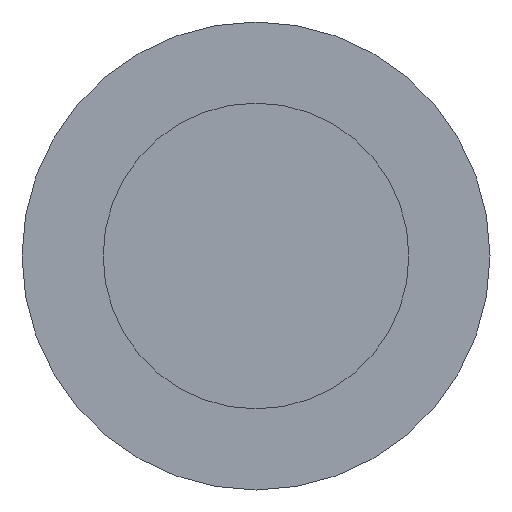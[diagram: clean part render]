
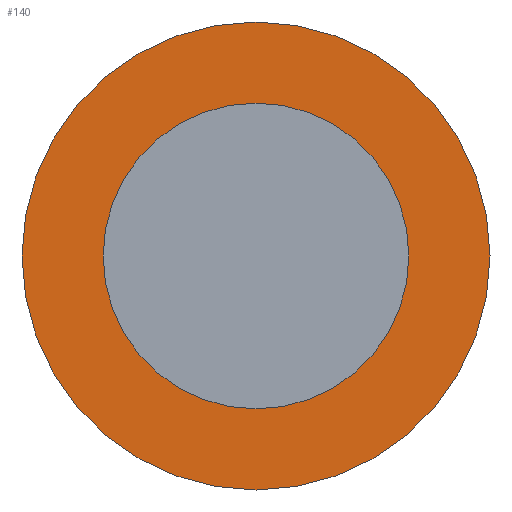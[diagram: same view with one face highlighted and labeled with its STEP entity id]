
A CAD part, front view. The second image highlights one B-rep face of the part: STEP entity #140.
In plain terms, the highlighted planar face has unit normal (0, -1, 0).
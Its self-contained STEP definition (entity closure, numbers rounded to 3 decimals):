
#3 = CIRCLE ( 'NONE', #49, 9.8 ) ;
#8 = VERTEX_POINT ( 'NONE', #212 ) ;
#11 = DIRECTION ( 'NONE',  ( 0., 0., 1. ) ) ;
#30 = EDGE_CURVE ( 'NONE', #210, #162, #91, .T. ) ;
#49 = AXIS2_PLACEMENT_3D ( 'NONE', #197, #193, #11 ) ;
#50 = DIRECTION ( 'NONE',  ( 0., 0., 1. ) ) ;
#62 = EDGE_CURVE ( 'NONE', #162, #210, #3, .T. ) ;
#64 = CARTESIAN_POINT ( 'NONE',  ( 0., 60., -15. ) ) ;
#68 = CARTESIAN_POINT ( 'NONE',  ( 0., 60., -9.8 ) ) ;
#70 = ORIENTED_EDGE ( 'NONE', *, *, #62, .T. ) ;
#78 = DIRECTION ( 'NONE',  ( 0., 0., 1. ) ) ;
#82 = CARTESIAN_POINT ( 'NONE',  ( 0., 60., 0. ) ) ;
#86 = CARTESIAN_POINT ( 'NONE',  ( 0., 60., 0. ) ) ;
#91 = CIRCLE ( 'NONE', #151, 9.8 ) ;
#93 = EDGE_LOOP ( 'NONE', ( #100, #113 ) ) ;
#100 = ORIENTED_EDGE ( 'NONE', *, *, #201, .F. ) ;
#101 = PLANE ( 'NONE',  #124 ) ;
#104 = CARTESIAN_POINT ( 'NONE',  ( 0., 60., 0. ) ) ;
#105 = DIRECTION ( 'NONE',  ( 0., 1., 0. ) ) ;
#107 = CARTESIAN_POINT ( 'NONE',  ( 0., 60., 9.8 ) ) ;
#110 = EDGE_LOOP ( 'NONE', ( #195, #70 ) ) ;
#113 = ORIENTED_EDGE ( 'NONE', *, *, #165, .F. ) ;
#124 = AXIS2_PLACEMENT_3D ( 'NONE', #82, #170, #139 ) ;
#139 = DIRECTION ( 'NONE',  ( 0., 0., 1. ) ) ;
#140 = ADVANCED_FACE ( 'NONE', ( #154, #200 ), #101, .F. ) ;
#151 = AXIS2_PLACEMENT_3D ( 'NONE', #166, #168, #78 ) ;
#154 = FACE_BOUND ( 'NONE', #110, .T. ) ;
#157 = DIRECTION ( 'NONE',  ( 0., 1., 0. ) ) ;
#162 = VERTEX_POINT ( 'NONE', #107 ) ;
#164 = AXIS2_PLACEMENT_3D ( 'NONE', #104, #157, #220 ) ;
#165 = EDGE_CURVE ( 'NONE', #8, #181, #180, .T. ) ;
#166 = CARTESIAN_POINT ( 'NONE',  ( 0., 60., 0. ) ) ;
#168 = DIRECTION ( 'NONE',  ( 0., 1., 0. ) ) ;
#170 = DIRECTION ( 'NONE',  ( 0., 1., 0. ) ) ;
#176 = CIRCLE ( 'NONE', #164, 15. ) ;
#180 = CIRCLE ( 'NONE', #207, 15. ) ;
#181 = VERTEX_POINT ( 'NONE', #64 ) ;
#193 = DIRECTION ( 'NONE',  ( 0., 1., 0. ) ) ;
#195 = ORIENTED_EDGE ( 'NONE', *, *, #30, .T. ) ;
#197 = CARTESIAN_POINT ( 'NONE',  ( 0., 60., 0. ) ) ;
#200 = FACE_OUTER_BOUND ( 'NONE', #93, .T. ) ;
#201 = EDGE_CURVE ( 'NONE', #181, #8, #176, .T. ) ;
#207 = AXIS2_PLACEMENT_3D ( 'NONE', #86, #105, #50 ) ;
#210 = VERTEX_POINT ( 'NONE', #68 ) ;
#212 = CARTESIAN_POINT ( 'NONE',  ( 0., 60., 15. ) ) ;
#220 = DIRECTION ( 'NONE',  ( 0., 0., 1. ) ) ;
